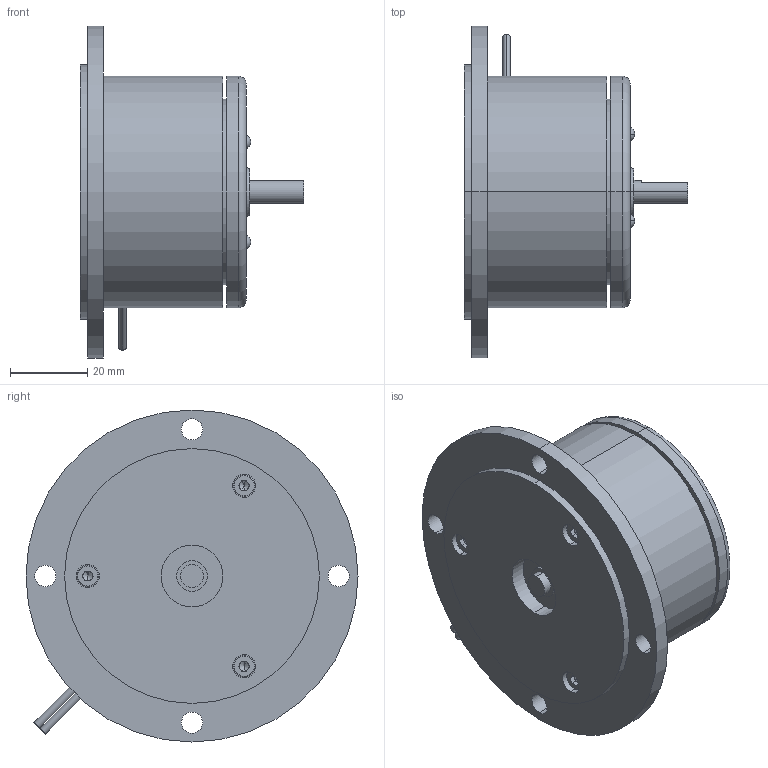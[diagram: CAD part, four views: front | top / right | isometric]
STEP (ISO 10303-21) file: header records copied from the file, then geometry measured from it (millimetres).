
FILE_DESCRIPTION (( 'STEP AP203' ), '1' );
FILE_NAME ('Assem1.STEP', '2016-07-19T04:27:56', ( '新井重治' ), ( '小倉クラッチ' ), 'SwSTEP 2.0', 'SolidWorks 2009', '' );
FILE_SCHEMA (( 'CONFIG_CONTROL_DESIGN' ));
Length unit declared in the file: millimetre
Products named in the file (1): Assem1
Bounding box: 58 x 86 x 86 mm (x, y, z)
Volume: 132898.8 mm3; surface area: 23439.4 mm2
Topology: 1 solids, 1 shells, 127 faces, 280 edges, 173 vertices
Faces by surface type: plane 61, cylinder 44, torus 16, cone 6
Entity records: 3635 total; most frequent: DIRECTION 674, CARTESIAN_POINT 639, ORIENTED_EDGE 548, EDGE_CURVE 274, AXIS2_PLACEMENT_3D 274, VERTEX_POINT 173, EDGE_LOOP 159, CIRCLE 146
